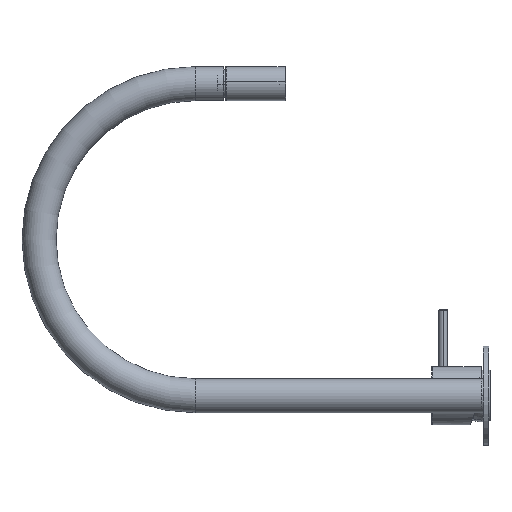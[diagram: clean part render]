
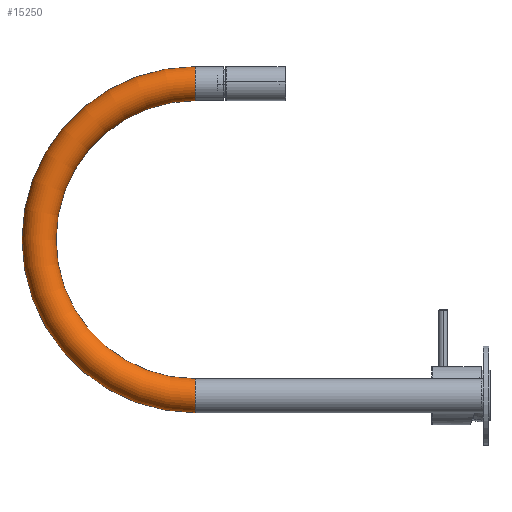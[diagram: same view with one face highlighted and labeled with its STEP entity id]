
A CAD part, left-side view. The second image highlights one B-rep face of the part: STEP entity #15250.
In plain terms, the highlighted toroidal (fillet/blend) face has major radius 110 mm and minor radius 12 mm.
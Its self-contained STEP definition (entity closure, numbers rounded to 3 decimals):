
#209 = DIRECTION ( 'NONE',  ( 0., 0., -1. ) ) ;
#2227 = AXIS2_PLACEMENT_3D ( 'NONE', #15495, #8354, #6929 ) ;
#2557 = VERTEX_POINT ( 'NONE', #12846 ) ;
#3031 = DIRECTION ( 'NONE',  ( 0., -1., 0. ) ) ;
#4344 = CIRCLE ( 'NONE', #2227, 12. ) ;
#4571 = CIRCLE ( 'NONE', #15125, 122. ) ;
#5088 = CIRCLE ( 'NONE', #15638, 12. ) ;
#5100 = DIRECTION ( 'NONE',  ( 0., 0., -1. ) ) ;
#6929 = DIRECTION ( 'NONE',  ( 0., 0., 1. ) ) ;
#7204 = ORIENTED_EDGE ( 'NONE', *, *, #13256, .T. ) ;
#7212 = DIRECTION ( 'NONE',  ( -1., 0., 0. ) ) ;
#7406 = CARTESIAN_POINT ( 'NONE',  ( 220., 203., 0. ) ) ;
#8042 = CARTESIAN_POINT ( 'NONE',  ( 208., 203., 0. ) ) ;
#8122 = EDGE_CURVE ( 'NONE', #2557, #9860, #5088, .T. ) ;
#8354 = DIRECTION ( 'NONE',  ( 0., 1., 0. ) ) ;
#8394 = TOROIDAL_SURFACE ( 'NONE', #18312, 110., 12. ) ;
#9600 = CARTESIAN_POINT ( 'NONE',  ( 12., 203., 0. ) ) ;
#9860 = VERTEX_POINT ( 'NONE', #8042 ) ;
#10845 = EDGE_LOOP ( 'NONE', ( #16274, #7204, #16824, #14598 ) ) ;
#10852 = DIRECTION ( 'NONE',  ( -1., 0., 0. ) ) ;
#11763 = DIRECTION ( 'NONE',  ( -1., 0., 0. ) ) ;
#12846 = CARTESIAN_POINT ( 'NONE',  ( 232., 203., 0. ) ) ;
#13001 = CARTESIAN_POINT ( 'NONE',  ( 110., 203., 0. ) ) ;
#13045 = CIRCLE ( 'NONE', #17545, 98. ) ;
#13256 = EDGE_CURVE ( 'NONE', #15490, #14515, #4344, .T. ) ;
#14497 = DIRECTION ( 'NONE',  ( 0., 0., -1. ) ) ;
#14515 = VERTEX_POINT ( 'NONE', #9600 ) ;
#14598 = ORIENTED_EDGE ( 'NONE', *, *, #8122, .F. ) ;
#15125 = AXIS2_PLACEMENT_3D ( 'NONE', #13001, #14497, #11763 ) ;
#15250 = ADVANCED_FACE ( 'NONE', ( #16514 ), #8394, .T. ) ;
#15490 = VERTEX_POINT ( 'NONE', #15930 ) ;
#15495 = CARTESIAN_POINT ( 'NONE',  ( 0., 203., 0. ) ) ;
#15638 = AXIS2_PLACEMENT_3D ( 'NONE', #7406, #3031, #15958 ) ;
#15930 = CARTESIAN_POINT ( 'NONE',  ( -12., 203., 0. ) ) ;
#15958 = DIRECTION ( 'NONE',  ( 0., 0., 1. ) ) ;
#16217 = EDGE_CURVE ( 'NONE', #15490, #2557, #4571, .T. ) ;
#16274 = ORIENTED_EDGE ( 'NONE', *, *, #16217, .F. ) ;
#16514 = FACE_OUTER_BOUND ( 'NONE', #10845, .T. ) ;
#16824 = ORIENTED_EDGE ( 'NONE', *, *, #17032, .T. ) ;
#17032 = EDGE_CURVE ( 'NONE', #14515, #9860, #13045, .T. ) ;
#17545 = AXIS2_PLACEMENT_3D ( 'NONE', #17551, #209, #7212 ) ;
#17551 = CARTESIAN_POINT ( 'NONE',  ( 110., 203., 0. ) ) ;
#18014 = CARTESIAN_POINT ( 'NONE',  ( 110., 203., 0. ) ) ;
#18312 = AXIS2_PLACEMENT_3D ( 'NONE', #18014, #5100, #10852 ) ;
